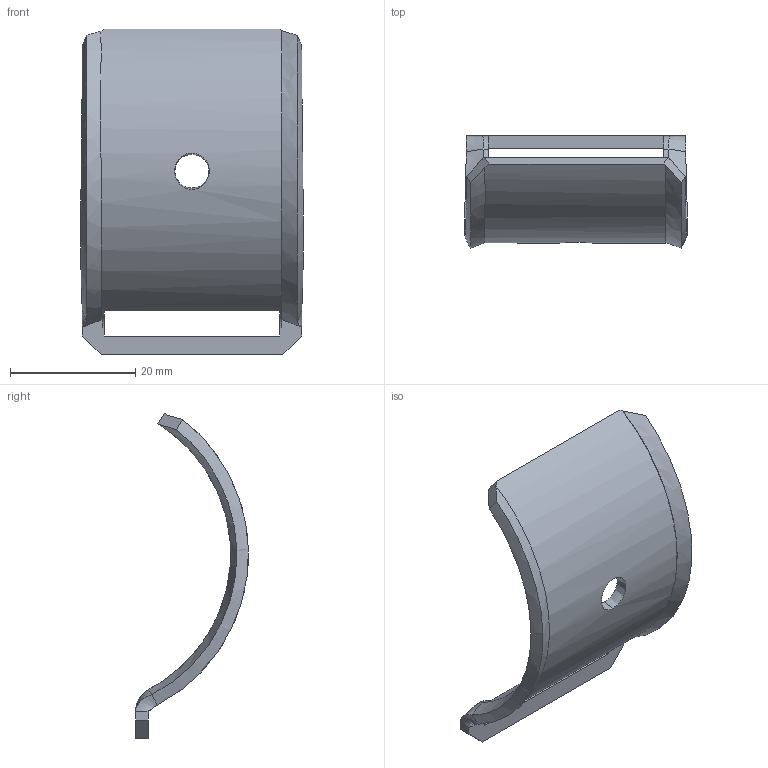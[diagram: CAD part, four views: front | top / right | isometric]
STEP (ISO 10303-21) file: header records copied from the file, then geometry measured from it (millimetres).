
FILE_DESCRIPTION((''),'2;1');
FILE_NAME('1199900','2015-07-31T',('AndreasKeweloh'),(''),'CREO PARAMETRIC BY PTC INC, 2015080','CREO PARAMETRIC BY PTC INC, 2015080','');
FILE_SCHEMA(('CONFIG_CONTROL_DESIGN'));
Length unit declared in the file: millimetre
Products named in the file (1): 1199900
Bounding box: 35.52 x 18.04 x 52 mm (x, y, z)
Volume: 3823 mm3; surface area: 4380 mm2
Topology: 1 solids, 1 shells, 34 faces, 98 edges, 64 vertices
Faces by surface type: bspline 14, plane 14, cylinder 6
Entity records: 2732 total; most frequent: CARTESIAN_POINT 1888, ORIENTED_EDGE 196, DIRECTION 117, EDGE_CURVE 98, VERTEX_POINT 64, VECTOR 53, LINE 53, EDGE_LOOP 36
